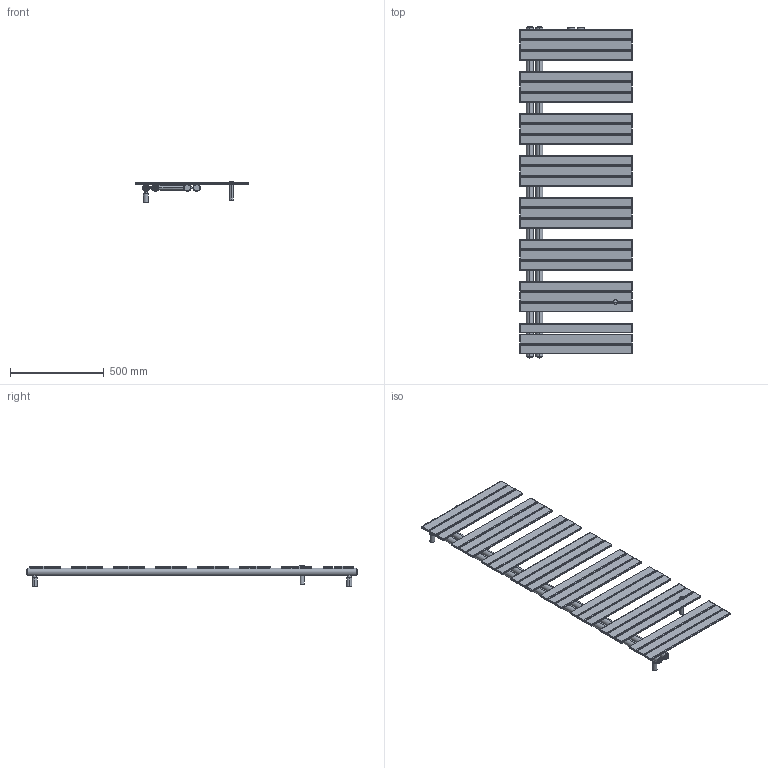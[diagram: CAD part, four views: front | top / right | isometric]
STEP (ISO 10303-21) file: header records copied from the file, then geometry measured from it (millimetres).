
FILE_DESCRIPTION((''),'2;1');
FILE_NAME('3551720000024_3D_SITO_ASM','2023-11-21T11:55:03',('PC132'),(''),'CREO PARAMETRIC BY PTC INC, 2023092','CREO PARAMETRIC BY PTC INC, 2023092','');
FILE_SCHEMA(('AUTOMOTIVE_DESIGN { 1 0 10303 214 1 1 1 1 }'));
Length unit declared in the file: millimetre
Products named in the file (5): 2551720500024_3D_SITO; BOTT_GIUNTO_KELLY_RAD50X10; 1041001240010; 1010181240001; 3551720000024_3D_SITO_ASM
Assembly tree (6 placements, depth 2):
  3551720000024_3D_SITO_ASM
    2551720500024_3D_SITO
    BOTT_GIUNTO_KELLY_RAD50X10
    1041001240010  x2
    1010181240001  x2
Bounding box: 600.8 x 1772.6 x 115.5 mm (x, y, z)
Volume: 11429627.9 mm3; surface area: 2178931.6 mm2
Topology: 33 solids, 34 shells, 932 faces, 2049 edges, 1198 vertices
Faces by surface type: cylinder 378, plane 266, bspline 198, torus 54, cone 30, sphere 6
Entity records: 37419 total; most frequent: CARTESIAN_POINT 9110, DIRECTION 4381, ORIENTED_EDGE 3656, PRESENTATION_STYLE_ASSIGNMENT 1989, STYLED_ITEM 1981, CURVE_STYLE 1951, EDGE_CURVE 1830, AXIS2_PLACEMENT_3D 1753
